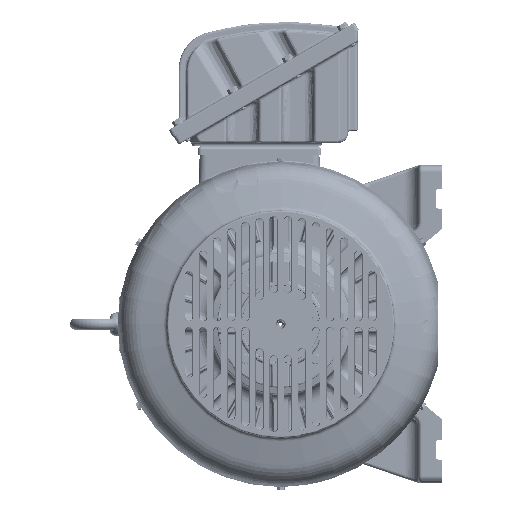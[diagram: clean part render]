
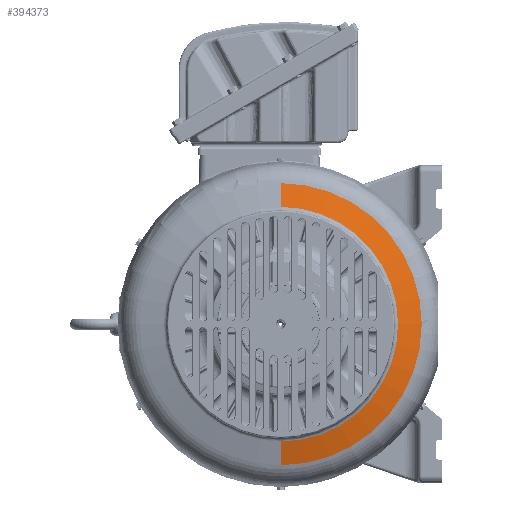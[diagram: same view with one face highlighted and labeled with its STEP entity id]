
A CAD part, left-side view. The second image highlights one B-rep face of the part: STEP entity #394373.
In plain terms, the highlighted conical face has half-angle 75 degrees and reference radius 199.772 mm.
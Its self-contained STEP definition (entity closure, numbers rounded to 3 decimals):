
#391870=CARTESIAN_POINT('Vertex',(-377.849,0.,-199.772)) ;
#391882=CARTESIAN_POINT('Vertex',(-377.849,0.,199.772)) ;
#391885=CARTESIAN_POINT('Axis2P3D Location',(-377.849,0.,0.)) ;
#394343=CARTESIAN_POINT('Axis2P3D Location',(-377.849,0.,0.)) ;
#394348=CARTESIAN_POINT('Line Origine',(129004.91,0.,483062.799)) ;
#394352=CARTESIAN_POINT('Vertex',(-386.847,0.,166.188)) ;
#394355=CARTESIAN_POINT('Axis2P3D Location',(-386.847,0.,0.)) ;
#394359=CARTESIAN_POINT('Vertex',(-386.847,0.,-166.188)) ;
#394362=CARTESIAN_POINT('Line Origine',(129004.91,0.,-483062.799)) ;
#391886=DIRECTION('Axis2P3D Direction',(-1.,0.,0.)) ;
#394344=DIRECTION('Axis2P3D Direction',(1.,0.,0.)) ;
#394345=DIRECTION('Axis2P3D XDirection',(0.,0.,1.)) ;
#394349=DIRECTION('Vector Direction',(0.259,0.,0.966)) ;
#394356=DIRECTION('Axis2P3D Direction',(1.,-0.,0.)) ;
#394363=DIRECTION('Vector Direction',(0.259,0.,-0.966)) ;
#391887=AXIS2_PLACEMENT_3D('Circle Axis2P3D',#391885,#391886,$) ;
#394346=AXIS2_PLACEMENT_3D('Cone Axis2P3D',#394343,#394344,#394345) ;
#394357=AXIS2_PLACEMENT_3D('Circle Axis2P3D',#394355,#394356,$) ;
#394368=ORIENTED_EDGE('',*,*,#394354,.F.) ;
#394369=ORIENTED_EDGE('',*,*,#394361,.F.) ;
#394370=ORIENTED_EDGE('',*,*,#394366,.T.) ;
#394371=ORIENTED_EDGE('',*,*,#391889,.T.) ;
#394350=VECTOR('Line Direction',#394349,1.) ;
#394364=VECTOR('Line Direction',#394363,1.) ;
#394373=ADVANCED_FACE('\X2\51434EF6672C9AD4\X0\',(#394372),#394347,.T.) ;
#391888=CIRCLE('generated circle',#391887,199.772) ;
#394358=CIRCLE('generated circle',#394357,166.188) ;
#394347=CONICAL_SURFACE('Cone',#394346,199.772,1.309) ;
#391889=EDGE_CURVE('',#391871,#391883,#391888,.T.) ;
#394354=EDGE_CURVE('',#394353,#391883,#394351,.T.) ;
#394361=EDGE_CURVE('',#394360,#394353,#394358,.F.) ;
#394366=EDGE_CURVE('',#394360,#391871,#394365,.T.) ;
#394367=EDGE_LOOP('',(#394368,#394369,#394370,#394371)) ;
#394372=FACE_OUTER_BOUND('',#394367,.T.) ;
#394351=LINE('Line',#394348,#394350) ;
#394365=LINE('Line',#394362,#394364) ;
#391871=VERTEX_POINT('',#391870) ;
#391883=VERTEX_POINT('',#391882) ;
#394353=VERTEX_POINT('',#394352) ;
#394360=VERTEX_POINT('',#394359) ;
